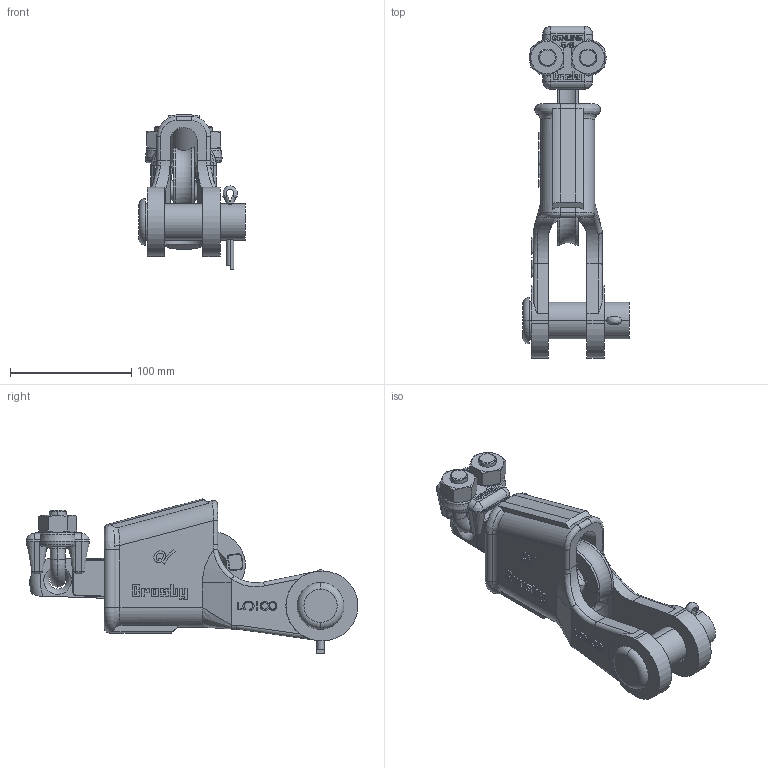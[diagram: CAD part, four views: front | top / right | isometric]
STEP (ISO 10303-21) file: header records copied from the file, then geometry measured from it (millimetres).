
FILE_DESCRIPTION((''),'2;1');
FILE_NAME('CROSBY_421T_063_1035018','2006-02-01T',('ADoughty'),('The Crosby Group, Inc.'),'PRO/ENGINEER BY PARAMETRIC TECHNOLOGY CORPORATION, 2005170','PRO/ENGINEER BY PARAMETRIC TECHNOLOGY CORPORATION, 2005170','');
FILE_SCHEMA(('CONFIG_CONTROL_DESIGN'));
Length unit declared in the file: inch
Products named in the file (1): CROSBY_421T_063_1035018
Bounding box: 88.14 x 273.89 x 127.16 mm (x, y, z)
Volume: 597086 mm3; surface area: 129452.2 mm2
Topology: 5 solids, 5 shells, 862 faces, 2266 edges, 1436 vertices
Faces by surface type: plane 506, cylinder 158, torus 79, cone 48, extrusion 38, bspline 25, sphere 8
Entity records: 29345 total; most frequent: CARTESIAN_POINT 8300, ORIENTED_EDGE 4516, DIRECTION 4122, EDGE_CURVE 2258, VECTOR 1538, LINE 1500, VERTEX_POINT 1436, AXIS2_PLACEMENT_3D 1292
